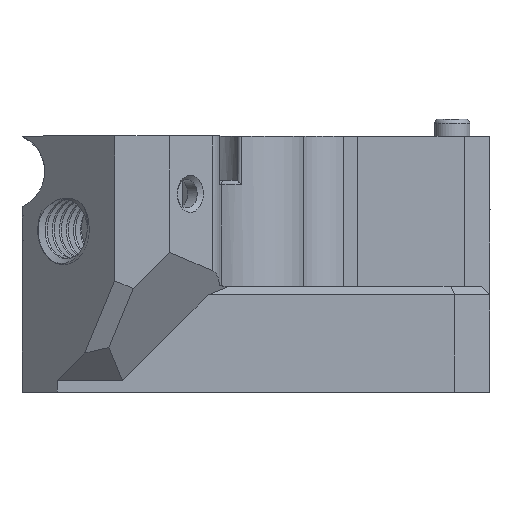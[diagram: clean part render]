
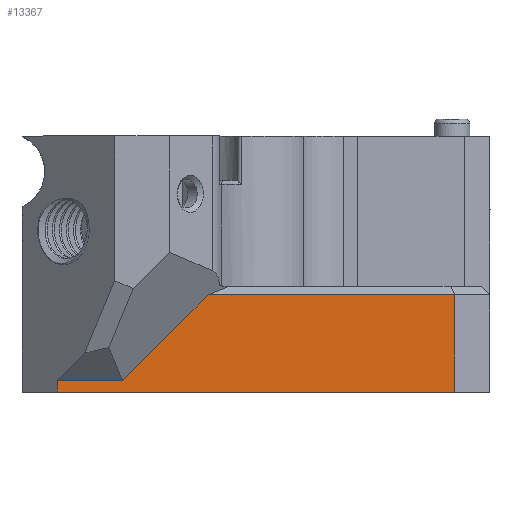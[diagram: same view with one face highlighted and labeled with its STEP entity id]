
A CAD part, top view. The second image highlights one B-rep face of the part: STEP entity #13367.
In plain terms, the highlighted planar face has unit normal (0, 0, 1).
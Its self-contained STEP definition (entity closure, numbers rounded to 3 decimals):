
#1748=FACE_OUTER_BOUND('',#2496,.T.);
#2496=EDGE_LOOP('',(#11565,#11566,#11567,#11568,#11569,#11570));
#3595=LINE('',#28382,#4779);
#3613=LINE('',#28551,#4797);
#3640=LINE('',#28654,#4824);
#3641=LINE('',#28657,#4825);
#3642=LINE('',#28659,#4826);
#3643=LINE('',#28660,#4827);
#4779=VECTOR('',#16382,10.);
#4797=VECTOR('',#16430,10.);
#4824=VECTOR('',#16497,10.);
#4825=VECTOR('',#16500,10.);
#4826=VECTOR('',#16501,10.);
#4827=VECTOR('',#16502,10.);
#6106=VERTEX_POINT('',#28379);
#6107=VERTEX_POINT('',#28381);
#6128=VERTEX_POINT('',#28549);
#6153=VERTEX_POINT('',#28652);
#6154=VERTEX_POINT('',#28656);
#6155=VERTEX_POINT('',#28658);
#7949=EDGE_CURVE('',#6107,#6106,#3595,.T.);
#7981=EDGE_CURVE('',#6128,#6106,#3613,.T.);
#8019=EDGE_CURVE('',#6128,#6153,#3640,.T.);
#8020=EDGE_CURVE('',#6154,#6153,#3641,.T.);
#8021=EDGE_CURVE('',#6154,#6155,#3642,.T.);
#8022=EDGE_CURVE('',#6155,#6107,#3643,.T.);
#11565=ORIENTED_EDGE('',*,*,#7981,.F.);
#11566=ORIENTED_EDGE('',*,*,#8019,.T.);
#11567=ORIENTED_EDGE('',*,*,#8020,.F.);
#11568=ORIENTED_EDGE('',*,*,#8021,.T.);
#11569=ORIENTED_EDGE('',*,*,#8022,.T.);
#11570=ORIENTED_EDGE('',*,*,#7949,.T.);
#12723=PLANE('',#14131);
#13367=ADVANCED_FACE('',(#1748),#12723,.T.);
#14131=AXIS2_PLACEMENT_3D('',#28655,#16498,#16499);
#16382=DIRECTION('',(0.,-1.,0.));
#16430=DIRECTION('',(-1.,0.,0.));
#16497=DIRECTION('',(0.,1.,0.));
#16498=DIRECTION('center_axis',(0.,0.,
1.));
#16499=DIRECTION('ref_axis',(-1.,0.,0.));
#16500=DIRECTION('',(1.,0.,0.));
#16501=DIRECTION('',(-0.707,-0.707,0.));
#16502=DIRECTION('',(-1.,0.,0.));
#28379=CARTESIAN_POINT('',(48.957,-78.568,173.924));
#28381=CARTESIAN_POINT('',(48.957,-77.268,173.924));
#28382=CARTESIAN_POINT('',(48.957,-77.068,173.924));
#28549=CARTESIAN_POINT('',(93.957,-78.568,173.924));
#28551=CARTESIAN_POINT('',(75.007,-78.568,173.924));
#28652=CARTESIAN_POINT('',(93.957,-67.568,173.924));
#28654=CARTESIAN_POINT('',(93.957,-83.068,173.924));
#28655=CARTESIAN_POINT('Origin',(93.957,-77.068,173.924));
#28656=CARTESIAN_POINT('',(66.033,-67.568,173.924));
#28657=CARTESIAN_POINT('',(82.681,-67.568,173.924));
#28658=CARTESIAN_POINT('',(56.333,-77.268,173.924));
#28659=CARTESIAN_POINT('',(69.202,-64.399,173.924));
#28660=CARTESIAN_POINT('',(78.075,-77.268,173.924));
